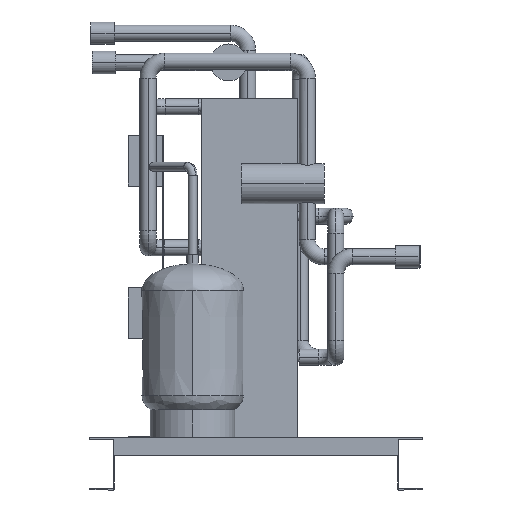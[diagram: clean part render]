
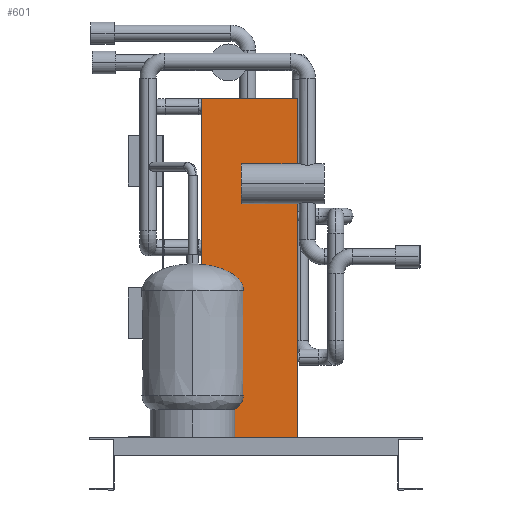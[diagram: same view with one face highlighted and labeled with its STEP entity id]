
A CAD part, front view. The second image highlights one B-rep face of the part: STEP entity #601.
In plain terms, the highlighted face is planar.
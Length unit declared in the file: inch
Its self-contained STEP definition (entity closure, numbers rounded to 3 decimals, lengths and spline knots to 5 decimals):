
#505 = AXIS2_PLACEMENT_3D ( 'NONE', #577, #2906, #2770 ) ;
#538 = ORIENTED_EDGE ( 'NONE', *, *, #4410, .F. ) ;
#539 = CARTESIAN_POINT ( 'NONE',  ( -6.5, 46.3695, -2.695 ) ) ;
#577 = CARTESIAN_POINT ( 'NONE',  ( -6.5, 46.3695, -2.695 ) ) ;
#601 = ADVANCED_FACE ( 'NONE', ( #8975 ), #9027, .F. ) ;
#622 = DIRECTION ( 'NONE',  ( 0., -1., 0. ) ) ;
#803 = CARTESIAN_POINT ( 'NONE',  ( 4.89, 46.3695, -2.695 ) ) ;
#1644 = CARTESIAN_POINT ( 'NONE',  ( -6.5, 46.3695, -2.695 ) ) ;
#1915 = CARTESIAN_POINT ( 'NONE',  ( -6.5, 6.2495, -2.695 ) ) ;
#2770 = DIRECTION ( 'NONE',  ( -1., 0., 0. ) ) ;
#2859 = CARTESIAN_POINT ( 'NONE',  ( 4.89, 46.3695, -2.695 ) ) ;
#2906 = DIRECTION ( 'NONE',  ( 0., 0., -1. ) ) ;
#2955 = VERTEX_POINT ( 'NONE', #8043 ) ;
#3113 = ORIENTED_EDGE ( 'NONE', *, *, #5361, .T. ) ;
#3420 = DIRECTION ( 'NONE',  ( 1., 0., 0. ) ) ;
#3550 = LINE ( 'NONE', #1644, #4770 ) ;
#3839 = VECTOR ( 'NONE', #3420, 39.37008 ) ;
#4108 = EDGE_CURVE ( 'NONE', #9789, #9408, #3550, .T. ) ;
#4227 = LINE ( 'NONE', #539, #3839 ) ;
#4410 = EDGE_CURVE ( 'NONE', #9552, #2955, #6726, .T. ) ;
#4770 = VECTOR ( 'NONE', #9659, 39.37008 ) ;
#4928 = ORIENTED_EDGE ( 'NONE', *, *, #4108, .T. ) ;
#5361 = EDGE_CURVE ( 'NONE', #9408, #2955, #8164, .T. ) ;
#5737 = VECTOR ( 'NONE', #622, 39.37008 ) ;
#5854 = VECTOR ( 'NONE', #6715, 39.37008 ) ;
#6123 = EDGE_CURVE ( 'NONE', #9789, #9552, #4227, .T. ) ;
#6715 = DIRECTION ( 'NONE',  ( 1., 0., 0. ) ) ;
#6726 = LINE ( 'NONE', #2859, #5737 ) ;
#7432 = ORIENTED_EDGE ( 'NONE', *, *, #6123, .F. ) ;
#7469 = CARTESIAN_POINT ( 'NONE',  ( -6.5, 6.2495, -2.695 ) ) ;
#8043 = CARTESIAN_POINT ( 'NONE',  ( 4.89, 6.2495, -2.695 ) ) ;
#8164 = LINE ( 'NONE', #7469, #5854 ) ;
#8587 = CARTESIAN_POINT ( 'NONE',  ( -6.5, 46.3695, -2.695 ) ) ;
#8660 = EDGE_LOOP ( 'NONE', ( #3113, #538, #7432, #4928 ) ) ;
#8975 = FACE_OUTER_BOUND ( 'NONE', #8660, .T. ) ;
#9027 = PLANE ( 'NONE',  #505 ) ;
#9408 = VERTEX_POINT ( 'NONE', #1915 ) ;
#9552 = VERTEX_POINT ( 'NONE', #803 ) ;
#9659 = DIRECTION ( 'NONE',  ( 0., -1., 0. ) ) ;
#9789 = VERTEX_POINT ( 'NONE', #8587 ) ;
